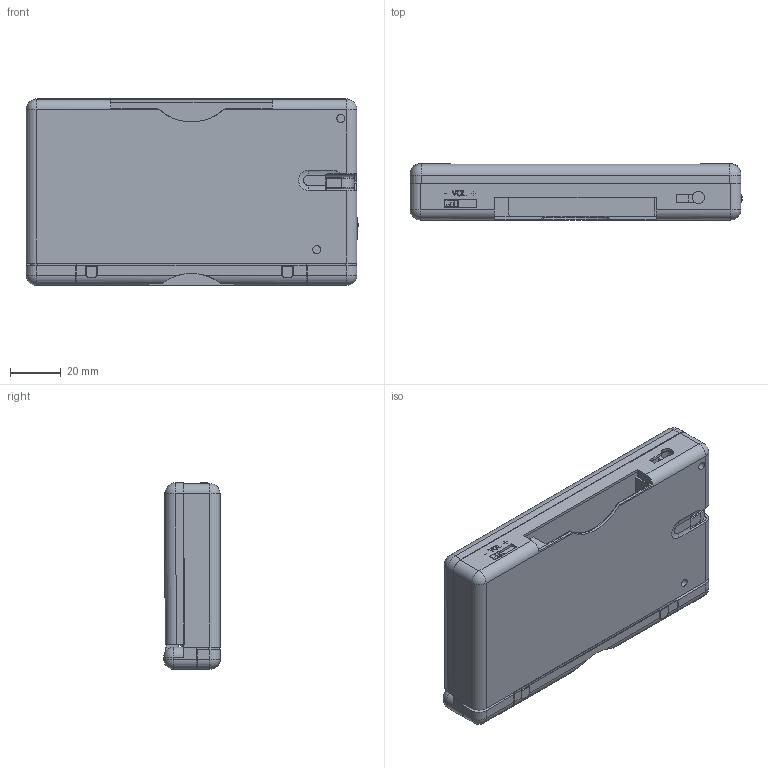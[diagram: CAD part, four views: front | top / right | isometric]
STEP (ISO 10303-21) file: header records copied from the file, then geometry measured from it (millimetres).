
FILE_DESCRIPTION(/* description */ (''),/* implementation_level */ '2;1');
FILE_NAME(/* name */ 'nintendo ds.stp',/* time_stamp */ '2015-04-17T09:29:30-04:00',/* author */ ('tcampanella'),/* organization */ (''),/* preprocessor_version */ 'ST-DEVELOPER v15.6',/* originating_system */ 'Autodesk Inventor 2015',/* authorisation */ '');
FILE_SCHEMA (('AUTOMOTIVE_DESIGN { 1 0 10303 214 3 1 1 }'));
Length unit declared in the file: inch
Products named in the file (7): nintendo ds bottom base; nintendo ds bottom shell; nintendo ds pen; nintendo ds top base; nintendo ds top shell; nintendo ds top; nintendo ds
Bounding box: 130.57 x 22.42 x 73.36 mm (x, y, z)
Volume: 171686.5 mm3; surface area: 98454.4 mm2
Topology: 5 solids, 5 shells, 1226 faces, 3141 edges, 2006 vertices
Faces by surface type: plane 655, cylinder 303, bspline 179, torus 46, sphere 34, cone 9
Full cylindrical faces by diameter (mm): 1.587 x12, 1.786 x1, 2.977 x2, 3.175 x6, 3.969 x1, 4.366 x1, 4.762 x5, 7.673 x4, 7.938 x4
Entity records: 39121 total; most frequent: CARTESIAN_POINT 9783, ORIENTED_EDGE 6162, DIRECTION 5602, EDGE_CURVE 3081, LINE 2018, VECTOR 2018, VERTEX_POINT 2003, AXIS2_PLACEMENT_3D 1792
